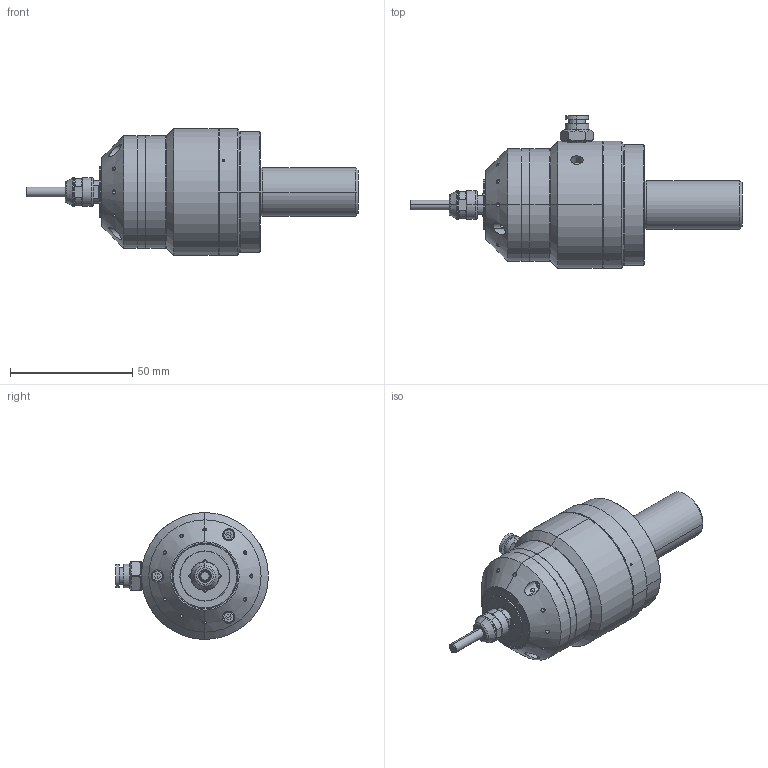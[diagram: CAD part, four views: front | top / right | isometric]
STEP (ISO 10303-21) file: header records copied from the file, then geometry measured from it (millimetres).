
FILE_DESCRIPTION (( 'STEP AP203' ), '1' );
FILE_NAME ('KA1040A0003-000-01（HTS1500ZZ-M2040）.STEP', '2024-07-24T04:20:41', ( 'nsk' ), ( '' ), 'SwSTEP 2.0', 'SolidWorks 2021', '' );
FILE_SCHEMA (( 'CONFIG_CONTROL_DESIGN' ));
Length unit declared in the file: millimetre
Products named in the file (1): KA1040A0003-000-01（HTS1500ZZ-M2040）
Bounding box: 135.97 x 62.59 x 52 mm (x, y, z)
Surface area: 28907.6 mm2 (no closed solid volume)
Topology: 0 solids, 29 shells, 361 faces, 1047 edges, 719 vertices
Faces by surface type: cylinder 122, cone 116, plane 107, torus 14, bspline 2
Entity records: 14444 total; most frequent: CARTESIAN_POINT 4839, DIRECTION 2087, ORIENTED_EDGE 1713, EDGE_CURVE 1047, AXIS2_PLACEMENT_3D 820, VERTEX_POINT 719, CIRCLE 460, EDGE_LOOP 459
